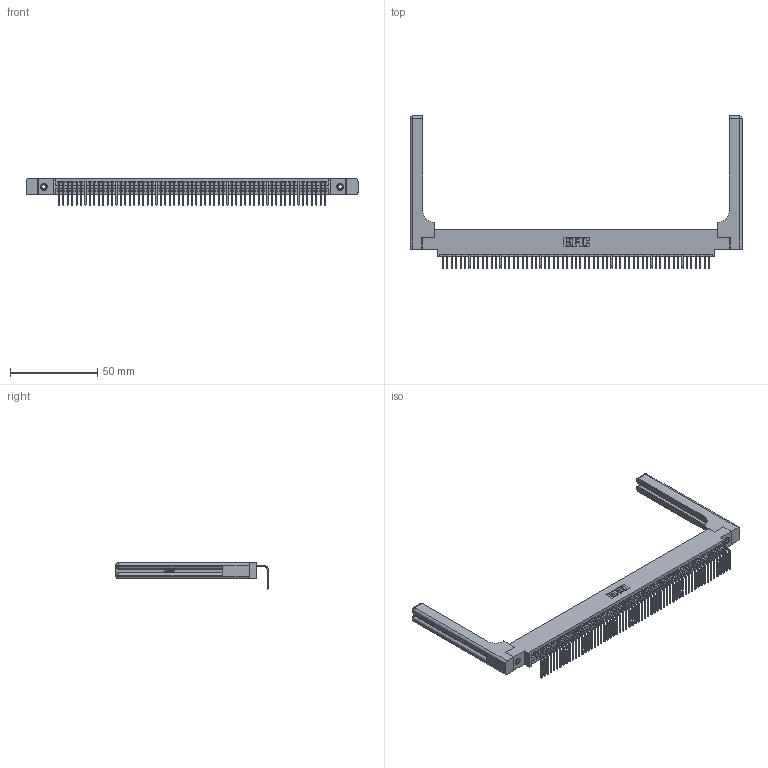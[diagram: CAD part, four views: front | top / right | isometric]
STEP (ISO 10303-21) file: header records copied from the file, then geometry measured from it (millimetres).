
FILE_DESCRIPTION (( 'STEP AP203' ), '1' );
FILE_NAME ('395-061-558-658.STEP', '2019-10-11T16:53:03', ( '' ), ( '' ), 'SwSTEP 2.0', 'SolidWorks 2016', '' );
FILE_SCHEMA (( 'CONFIG_CONTROL_DESIGN' ));
Length unit declared in the file: inch
Products named in the file (5): 345-220-058_345-220-058; 395-061-558-658; 345 Part_0.170 Offset - 0.156 Dia-TH; 345-292-001_558 Tail - 2; 345-250-001_345-250-001-102
Assembly tree (66 placements, depth 2):
  395-061-558-658
    345 Part_0.170 Offset - 0.156 Dia-TH
    345-292-001_558 Tail - 2  x61
    345-250-001_345-250-001-102  x2
    345-220-058_345-220-058  x2
Bounding box: 189.97 x 87.11 x 15.37 mm (x, y, z)
Volume: 26793.7 mm3; surface area: 31188.6 mm2
Topology: 66 solids, 66 shells, 4046 faces, 12121 edges, 7978 vertices
Faces by surface type: plane 2794, cylinder 1192, bspline 36, cone 12, sphere 8, torus 4
Entity records: 48750 total; most frequent: CARTESIAN_POINT 9416, ORIENTED_EDGE 8208, DIRECTION 7142, EDGE_CURVE 4104, LINE 3636, VECTOR 3636, VERTEX_POINT 2726, AXIS2_PLACEMENT_3D 1753
